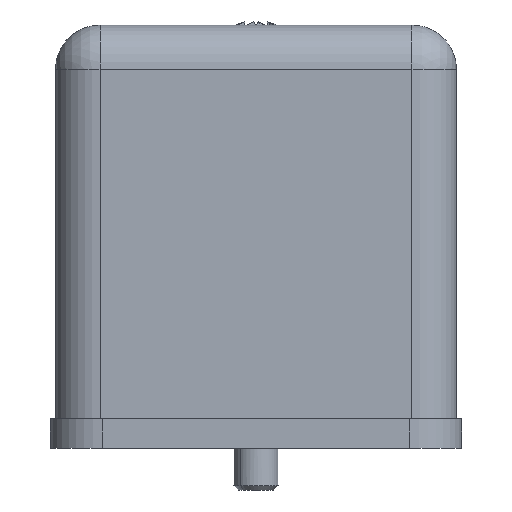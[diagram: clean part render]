
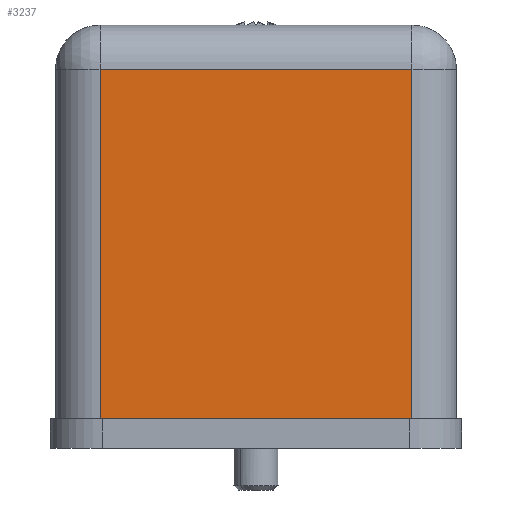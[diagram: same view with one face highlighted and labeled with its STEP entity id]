
A CAD part, front view. The second image highlights one B-rep face of the part: STEP entity #3237.
In plain terms, the highlighted planar face has unit normal (0, -1, 0).
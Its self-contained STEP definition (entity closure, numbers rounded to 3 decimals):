
#3217=AXIS2_PLACEMENT_3D('Plane Axis2P3D',#3214,#3215,#3216) ;
#2761=CARTESIAN_POINT('Vertex',(24.35,0.35,28.3)) ;
#2861=CARTESIAN_POINT('Vertex',(24.35,0.35,4.8)) ;
#2864=CARTESIAN_POINT('Line Origine',(24.35,0.35,18.05)) ;
#3042=CARTESIAN_POINT('Vertex',(3.35,0.35,28.3)) ;
#3045=CARTESIAN_POINT('Line Origine',(0.35,0.35,28.3)) ;
#3214=CARTESIAN_POINT('Axis2P3D Location',(0.35,0.35,18.05)) ;
#3219=CARTESIAN_POINT('Line Origine',(3.35,0.35,16.55)) ;
#3223=CARTESIAN_POINT('Vertex',(3.35,0.35,4.8)) ;
#3226=CARTESIAN_POINT('Line Origine',(13.85,0.35,4.8)) ;
#2865=DIRECTION('Vector Direction',(0.,0.,1.)) ;
#3046=DIRECTION('Vector Direction',(1.,0.,0.)) ;
#3215=DIRECTION('Axis2P3D Direction',(0.,-1.,0.)) ;
#3216=DIRECTION('Axis2P3D XDirection',(1.,0.,0.)) ;
#3220=DIRECTION('Vector Direction',(0.,0.,-1.)) ;
#3227=DIRECTION('Vector Direction',(1.,0.,0.)) ;
#2866=VECTOR('Line Direction',#2865,1.) ;
#3047=VECTOR('Line Direction',#3046,1.) ;
#3221=VECTOR('Line Direction',#3220,1.) ;
#3228=VECTOR('Line Direction',#3227,1.) ;
#3232=ORIENTED_EDGE('',*,*,#3049,.T.) ;
#3233=ORIENTED_EDGE('',*,*,#3225,.T.) ;
#3234=ORIENTED_EDGE('',*,*,#3230,.T.) ;
#3235=ORIENTED_EDGE('',*,*,#2868,.T.) ;
#3237=ADVANCED_FACE('Hauptkoerper',(#3236),#3218,.T.) ;
#2868=EDGE_CURVE('',#2862,#2762,#2867,.T.) ;
#3049=EDGE_CURVE('',#2762,#3043,#3048,.F.) ;
#3225=EDGE_CURVE('',#3043,#3224,#3222,.T.) ;
#3230=EDGE_CURVE('',#3224,#2862,#3229,.T.) ;
#3231=EDGE_LOOP('',(#3232,#3233,#3234,#3235)) ;
#3236=FACE_OUTER_BOUND('',#3231,.T.) ;
#2867=LINE('Line',#2864,#2866) ;
#3048=LINE('Line',#3045,#3047) ;
#3222=LINE('Line',#3219,#3221) ;
#3229=LINE('Line',#3226,#3228) ;
#3218=PLANE('',#3217) ;
#2762=VERTEX_POINT('',#2761) ;
#2862=VERTEX_POINT('',#2861) ;
#3043=VERTEX_POINT('',#3042) ;
#3224=VERTEX_POINT('',#3223) ;
